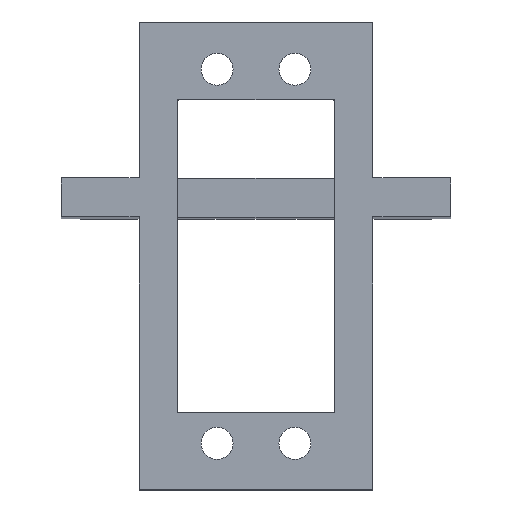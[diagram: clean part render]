
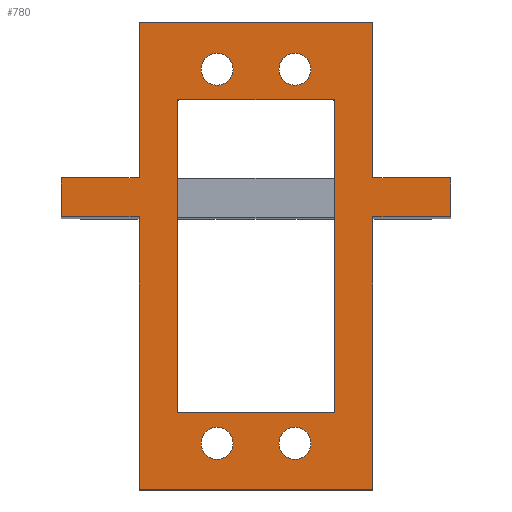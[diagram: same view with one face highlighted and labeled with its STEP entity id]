
A CAD part, top view. The second image highlights one B-rep face of the part: STEP entity #780.
In plain terms, the highlighted planar face has unit normal (0, 0, 1).
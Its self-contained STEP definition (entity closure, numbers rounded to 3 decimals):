
#24=FACE_BOUND('',#140,.T.);
#25=FACE_BOUND('',#141,.T.);
#26=FACE_BOUND('',#142,.T.);
#27=FACE_BOUND('',#143,.T.);
#28=FACE_BOUND('',#144,.T.);
#57=PLANE('',#850);
#93=FACE_OUTER_BOUND('',#139,.T.);
#139=EDGE_LOOP('',(#695,#696,#697,#698,#699,#700,#701,#702,#703,#704,#705,
#706));
#140=EDGE_LOOP('',(#707));
#141=EDGE_LOOP('',(#708));
#142=EDGE_LOOP('',(#709));
#143=EDGE_LOOP('',(#710));
#144=EDGE_LOOP('',(#711,#712,#713,#714));
#180=LINE('',#1135,#267);
#185=LINE('',#1145,#272);
#192=LINE('',#1159,#279);
#195=LINE('',#1163,#282);
#199=LINE('',#1171,#286);
#213=LINE('',#1197,#300);
#215=LINE('',#1202,#302);
#217=LINE('',#1205,#304);
#218=LINE('',#1208,#305);
#221=LINE('',#1213,#308);
#222=LINE('',#1216,#309);
#225=LINE('',#1223,#312);
#233=LINE('',#1260,#320);
#234=LINE('',#1262,#321);
#235=LINE('',#1264,#322);
#236=LINE('',#1265,#323);
#267=VECTOR('',#927,10.);
#272=VECTOR('',#934,10.);
#279=VECTOR('',#945,10.);
#282=VECTOR('',#950,10.);
#286=VECTOR('',#956,10.);
#300=VECTOR('',#976,10.);
#302=VECTOR('',#980,10.);
#304=VECTOR('',#984,10.);
#305=VECTOR('',#987,10.);
#308=VECTOR('',#992,10.);
#309=VECTOR('',#995,10.);
#312=VECTOR('',#1000,10.);
#320=VECTOR('',#1042,10.);
#321=VECTOR('',#1045,10.);
#322=VECTOR('',#1046,10.);
#323=VECTOR('',#1047,10.);
#326=CIRCLE('',#799,2.05);
#328=CIRCLE('',#802,2.05);
#330=CIRCLE('',#805,2.05);
#332=CIRCLE('',#808,2.05);
#346=VERTEX_POINT('',#1060);
#348=VERTEX_POINT('',#1066);
#350=VERTEX_POINT('',#1072);
#352=VERTEX_POINT('',#1078);
#371=VERTEX_POINT('',#1132);
#372=VERTEX_POINT('',#1134);
#375=VERTEX_POINT('',#1142);
#376=VERTEX_POINT('',#1144);
#382=VERTEX_POINT('',#1167);
#384=VERTEX_POINT('',#1170);
#392=VERTEX_POINT('',#1193);
#393=VERTEX_POINT('',#1195);
#394=VERTEX_POINT('',#1199);
#395=VERTEX_POINT('',#1201);
#396=VERTEX_POINT('',#1207);
#397=VERTEX_POINT('',#1211);
#398=VERTEX_POINT('',#1215);
#401=VERTEX_POINT('',#1221);
#413=VERTEX_POINT('',#1258);
#414=VERTEX_POINT('',#1263);
#416=EDGE_CURVE('',#346,#346,#326,.T.);
#419=EDGE_CURVE('',#348,#348,#328,.T.);
#422=EDGE_CURVE('',#350,#350,#330,.T.);
#425=EDGE_CURVE('',#352,#352,#332,.T.);
#452=EDGE_CURVE('',#372,#371,#180,.T.);
#457=EDGE_CURVE('',#376,#375,#185,.T.);
#464=EDGE_CURVE('',#375,#372,#192,.T.);
#467=EDGE_CURVE('',#371,#376,#195,.T.);
#471=EDGE_CURVE('',#382,#384,#199,.T.);
#485=EDGE_CURVE('',#393,#392,#213,.T.);
#487=EDGE_CURVE('',#394,#395,#215,.T.);
#489=EDGE_CURVE('',#393,#384,#217,.T.);
#490=EDGE_CURVE('',#395,#396,#218,.T.);
#493=EDGE_CURVE('',#396,#397,#221,.T.);
#494=EDGE_CURVE('',#398,#392,#222,.T.);
#498=EDGE_CURVE('',#382,#401,#225,.T.);
#516=EDGE_CURVE('',#401,#413,#233,.T.);
#517=EDGE_CURVE('',#397,#413,#234,.T.);
#518=EDGE_CURVE('',#414,#394,#235,.T.);
#519=EDGE_CURVE('',#398,#414,#236,.T.);
#695=ORIENTED_EDGE('',*,*,#498,.T.);
#696=ORIENTED_EDGE('',*,*,#516,.T.);
#697=ORIENTED_EDGE('',*,*,#517,.F.);
#698=ORIENTED_EDGE('',*,*,#493,.F.);
#699=ORIENTED_EDGE('',*,*,#490,.F.);
#700=ORIENTED_EDGE('',*,*,#487,.F.);
#701=ORIENTED_EDGE('',*,*,#518,.F.);
#702=ORIENTED_EDGE('',*,*,#519,.F.);
#703=ORIENTED_EDGE('',*,*,#494,.T.);
#704=ORIENTED_EDGE('',*,*,#485,.F.);
#705=ORIENTED_EDGE('',*,*,#489,.T.);
#706=ORIENTED_EDGE('',*,*,#471,.F.);
#707=ORIENTED_EDGE('',*,*,#416,.T.);
#708=ORIENTED_EDGE('',*,*,#419,.T.);
#709=ORIENTED_EDGE('',*,*,#422,.T.);
#710=ORIENTED_EDGE('',*,*,#425,.T.);
#711=ORIENTED_EDGE('',*,*,#464,.T.);
#712=ORIENTED_EDGE('',*,*,#452,.T.);
#713=ORIENTED_EDGE('',*,*,#467,.T.);
#714=ORIENTED_EDGE('',*,*,#457,.T.);
#780=ADVANCED_FACE('',(#93,#24,#25,#26,#27,#28),#57,.T.);
#799=AXIS2_PLACEMENT_3D('',#1061,#859,#860);
#802=AXIS2_PLACEMENT_3D('',#1067,#866,#867);
#805=AXIS2_PLACEMENT_3D('',#1073,#873,#874);
#808=AXIS2_PLACEMENT_3D('',#1079,#880,#881);
#850=AXIS2_PLACEMENT_3D('',#1261,#1043,#1044);
#859=DIRECTION('center_axis',(0.,0.,-1.));
#860=DIRECTION('ref_axis',(1.,0.,0.));
#866=DIRECTION('center_axis',(0.,0.,-1.));
#867=DIRECTION('ref_axis',(1.,0.,0.));
#873=DIRECTION('center_axis',(0.,0.,-1.));
#874=DIRECTION('ref_axis',(1.,0.,0.));
#880=DIRECTION('center_axis',(0.,0.,-1.));
#881=DIRECTION('ref_axis',(1.,0.,0.));
#927=DIRECTION('',(-1.,0.,0.));
#934=DIRECTION('',(1.,0.,0.));
#945=DIRECTION('',(0.,-1.,0.));
#950=DIRECTION('',(0.,1.,0.));
#956=DIRECTION('',(0.,-1.,0.));
#976=DIRECTION('',(0.,1.,0.));
#980=DIRECTION('',(0.,1.,0.));
#984=DIRECTION('',(1.,0.,0.));
#987=DIRECTION('',(1.,0.,0.));
#992=DIRECTION('',(0.,-1.,0.));
#995=DIRECTION('',(1.,0.,0.));
#1000=DIRECTION('',(1.,0.,0.));
#1042=DIRECTION('',(0.,1.,0.));
#1043=DIRECTION('center_axis',(0.,0.,1.));
#1044=DIRECTION('ref_axis',(1.,0.,0.));
#1045=DIRECTION('',(1.,0.,0.));
#1046=DIRECTION('',(1.,0.,0.));
#1047=DIRECTION('',(0.,1.,0.));
#1060=CARTESIAN_POINT('',(2.95,-29.064,150.));
#1061=CARTESIAN_POINT('Origin',(5.,-29.064,150.));
#1066=CARTESIAN_POINT('',(2.95,18.936,150.));
#1067=CARTESIAN_POINT('Origin',(5.,18.936,150.));
#1072=CARTESIAN_POINT('',(-7.05,18.936,150.));
#1073=CARTESIAN_POINT('Origin',(-5.,18.936,150.));
#1078=CARTESIAN_POINT('',(-7.05,-29.064,150.));
#1079=CARTESIAN_POINT('Origin',(-5.,-29.064,150.));
#1132=CARTESIAN_POINT('',(-10.05,-25.164,150.));
#1134=CARTESIAN_POINT('',(10.05,-25.164,150.));
#1135=CARTESIAN_POINT('',(-7.475,-25.164,150.));
#1142=CARTESIAN_POINT('',(10.05,15.036,150.));
#1144=CARTESIAN_POINT('',(-10.05,15.036,150.));
#1145=CARTESIAN_POINT('',(-17.525,15.036,150.));
#1159=CARTESIAN_POINT('',(10.05,7.518,150.));
#1163=CARTESIAN_POINT('',(-10.05,-12.582,150.));
#1167=CARTESIAN_POINT('',(15.,0.,150.));
#1170=CARTESIAN_POINT('',(15.,-35.,150.));
#1171=CARTESIAN_POINT('',(15.,25.,150.));
#1193=CARTESIAN_POINT('',(-15.,0.,150.));
#1195=CARTESIAN_POINT('',(-15.,-35.,150.));
#1197=CARTESIAN_POINT('',(-15.,25.,150.));
#1199=CARTESIAN_POINT('',(-15.,5.,150.));
#1201=CARTESIAN_POINT('',(-15.,25.,150.));
#1202=CARTESIAN_POINT('',(-15.,25.,150.));
#1205=CARTESIAN_POINT('',(0.,-35.,150.));
#1207=CARTESIAN_POINT('',(15.,25.,150.));
#1208=CARTESIAN_POINT('',(0.,25.,150.));
#1211=CARTESIAN_POINT('',(15.,5.,150.));
#1213=CARTESIAN_POINT('',(15.,25.,150.));
#1215=CARTESIAN_POINT('',(-25.,0.,150.));
#1216=CARTESIAN_POINT('',(-25.,0.,150.));
#1221=CARTESIAN_POINT('',(25.,0.,150.));
#1223=CARTESIAN_POINT('',(-25.,0.,150.));
#1258=CARTESIAN_POINT('',(25.,5.,150.));
#1260=CARTESIAN_POINT('',(25.,0.,150.));
#1261=CARTESIAN_POINT('Origin',(-25.,0.,150.));
#1262=CARTESIAN_POINT('',(-25.,5.,150.));
#1263=CARTESIAN_POINT('',(-25.,5.,150.));
#1264=CARTESIAN_POINT('',(-25.,5.,150.));
#1265=CARTESIAN_POINT('',(-25.,0.,150.));
